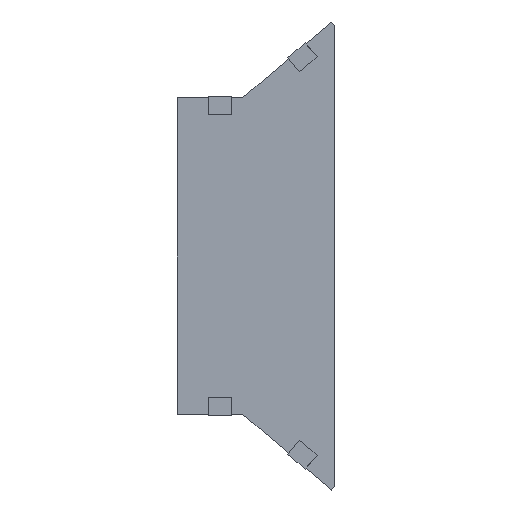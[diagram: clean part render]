
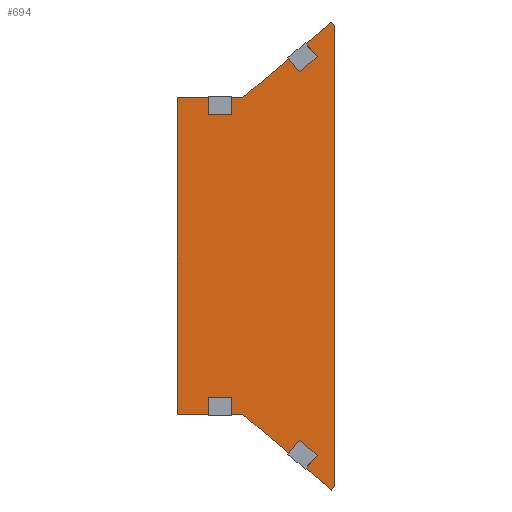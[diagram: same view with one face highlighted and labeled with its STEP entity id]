
A CAD part, top view. The second image highlights one B-rep face of the part: STEP entity #694.
In plain terms, the highlighted planar face has unit normal (0, 0, 1).
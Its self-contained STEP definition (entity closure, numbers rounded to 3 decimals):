
#24=FACE_OUTER_BOUND('',#66,.T.);
#66=EDGE_LOOP('',(#460,#461,#462,#463,#464,#465,#466,#467));
#108=LINE('',#970,#204);
#109=LINE('',#972,#205);
#110=LINE('',#974,#206);
#111=LINE('',#976,#207);
#112=LINE('',#978,#208);
#113=LINE('',#980,#209);
#114=LINE('',#982,#210);
#115=LINE('',#983,#211);
#204=VECTOR('',#788,1.);
#205=VECTOR('',#789,1.);
#206=VECTOR('',#790,1.);
#207=VECTOR('',#791,1.);
#208=VECTOR('',#792,1.);
#209=VECTOR('',#793,1.);
#210=VECTOR('',#794,10.);
#211=VECTOR('',#795,1.);
#300=VERTEX_POINT('',#968);
#301=VERTEX_POINT('',#969);
#302=VERTEX_POINT('',#971);
#303=VERTEX_POINT('',#973);
#304=VERTEX_POINT('',#975);
#305=VERTEX_POINT('',#977);
#306=VERTEX_POINT('',#979);
#307=VERTEX_POINT('',#981);
#364=EDGE_CURVE('',#300,#301,#108,.T.);
#365=EDGE_CURVE('',#301,#302,#109,.T.);
#366=EDGE_CURVE('',#303,#302,#110,.T.);
#367=EDGE_CURVE('',#304,#303,#111,.T.);
#368=EDGE_CURVE('',#304,#305,#112,.T.);
#369=EDGE_CURVE('',#305,#306,#113,.T.);
#370=EDGE_CURVE('',#307,#306,#114,.T.);
#371=EDGE_CURVE('',#307,#300,#115,.T.);
#460=ORIENTED_EDGE('',*,*,#364,.T.);
#461=ORIENTED_EDGE('',*,*,#365,.T.);
#462=ORIENTED_EDGE('',*,*,#366,.F.);
#463=ORIENTED_EDGE('',*,*,#367,.F.);
#464=ORIENTED_EDGE('',*,*,#368,.T.);
#465=ORIENTED_EDGE('',*,*,#369,.T.);
#466=ORIENTED_EDGE('',*,*,#370,.F.);
#467=ORIENTED_EDGE('',*,*,#371,.T.);
#652=PLANE('',#742);
#694=ADVANCED_FACE('',(#24),#652,.T.);
#742=AXIS2_PLACEMENT_3D('',#967,#786,#787);
#786=DIRECTION('center_axis',(0.,0.,1.));
#787=DIRECTION('ref_axis',(1.,0.,0.));
#788=DIRECTION('',(-1.,0.,0.));
#789=DIRECTION('',(0.,-1.,0.));
#790=DIRECTION('',(-1.,0.,0.));
#791=DIRECTION('',(-0.761,0.648,0.));
#792=DIRECTION('',(0.648,0.761,0.));
#793=DIRECTION('',(0.,1.,0.));
#794=DIRECTION('',(0.648,-0.761,0.));
#795=DIRECTION('',(-0.761,-0.648,0.));
#967=CARTESIAN_POINT('Origin',(66.447,158.359,0.8));
#968=CARTESIAN_POINT('',(69.347,309.559,0.8));
#969=CARTESIAN_POINT('',(6.747,309.559,0.8));
#970=CARTESIAN_POINT('',(64.145,309.559,0.8));
#971=CARTESIAN_POINT('',(6.747,7.159,0.8));
#972=CARTESIAN_POINT('',(6.747,158.359,0.8));
#973=CARTESIAN_POINT('',(69.347,7.159,0.8));
#974=CARTESIAN_POINT('',(52.247,7.159,0.8));
#975=CARTESIAN_POINT('',(154.247,-65.141,0.8));
#976=CARTESIAN_POINT('',(91.071,-11.341,0.8));
#977=CARTESIAN_POINT('',(157.047,-61.853,0.8));
#978=CARTESIAN_POINT('',(155.647,-63.497,0.8));
#979=CARTESIAN_POINT('',(157.047,378.571,0.8));
#980=CARTESIAN_POINT('',(157.047,158.359,0.8));
#981=CARTESIAN_POINT('',(154.247,381.859,0.8));
#982=CARTESIAN_POINT('',(154.247,381.859,0.8));
#983=CARTESIAN_POINT('',(91.071,328.059,0.8));
